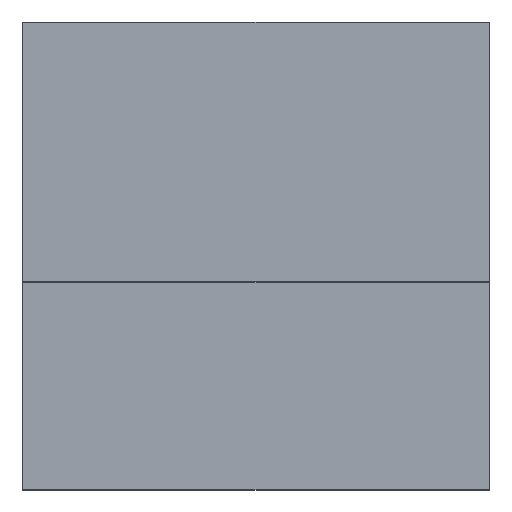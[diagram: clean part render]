
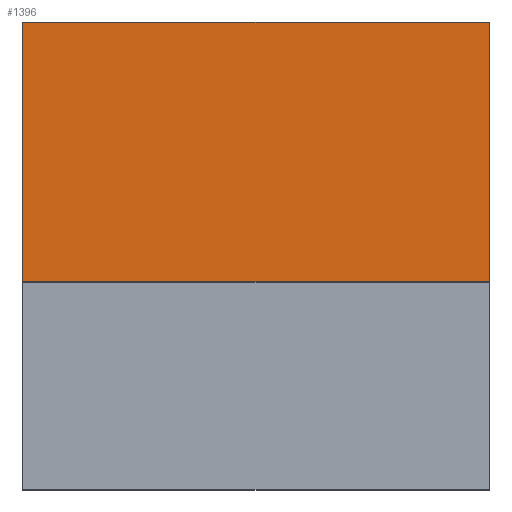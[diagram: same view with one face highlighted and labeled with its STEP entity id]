
A CAD part, top view. The second image highlights one B-rep face of the part: STEP entity #1396.
In plain terms, the highlighted planar face has unit normal (0, 0, 1).
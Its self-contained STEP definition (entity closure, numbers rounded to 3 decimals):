
#380=ORIENTED_EDGE('',*,*,#576,.F.);
#381=ORIENTED_EDGE('',*,*,#575,.T.);
#382=ORIENTED_EDGE('',*,*,#565,.T.);
#383=ORIENTED_EDGE('',*,*,#556,.T.);
#556=EDGE_CURVE('',#675,#673,#850,.T.);
#565=EDGE_CURVE('',#682,#675,#858,.T.);
#575=EDGE_CURVE('',#688,#682,#865,.T.);
#576=EDGE_CURVE('',#688,#673,#866,.T.);
#673=VERTEX_POINT('',#2190);
#675=VERTEX_POINT('',#2193);
#682=VERTEX_POINT('',#2211);
#688=VERTEX_POINT('',#2229);
#850=LINE('',#2192,#1028);
#858=LINE('',#2210,#1036);
#865=LINE('',#2231,#1043);
#866=LINE('',#2233,#1044);
#1028=VECTOR('',#1812,1000.);
#1036=VECTOR('',#1826,1000.);
#1043=VECTOR('',#1847,1000.);
#1044=VECTOR('',#1850,1000.);
#1135=EDGE_LOOP('',(#380,#381,#382,#383));
#1231=FACE_BOUND('',#1135,.T.);
#1314=PLANE('',#1498);
#1396=ADVANCED_FACE('',(#1231),#1314,.T.);
#1498=AXIS2_PLACEMENT_3D('',#2232,#1848,#1849);
#1812=DIRECTION('',(-1.,0.,0.));
#1826=DIRECTION('',(0.,1.,0.));
#1847=DIRECTION('',(1.,0.,0.));
#1848=DIRECTION('',(0.,0.,1.));
#1849=DIRECTION('',(1.,0.,0.));
#1850=DIRECTION('',(0.,1.,0.));
#2190=CARTESIAN_POINT('',(-0.5,4.5,14.));
#2192=CARTESIAN_POINT('',(4.5,4.5,14.));
#2193=CARTESIAN_POINT('',(4.5,4.5,14.));
#2210=CARTESIAN_POINT('',(4.5,-4.5,14.));
#2211=CARTESIAN_POINT('',(4.5,-4.5,14.));
#2229=CARTESIAN_POINT('',(-0.5,-4.5,14.));
#2231=CARTESIAN_POINT('',(-4.5,-4.5,14.));
#2232=CARTESIAN_POINT('',(-4.5,-4.5,14.));
#2233=CARTESIAN_POINT('',(-0.5,-4.5,14.));
